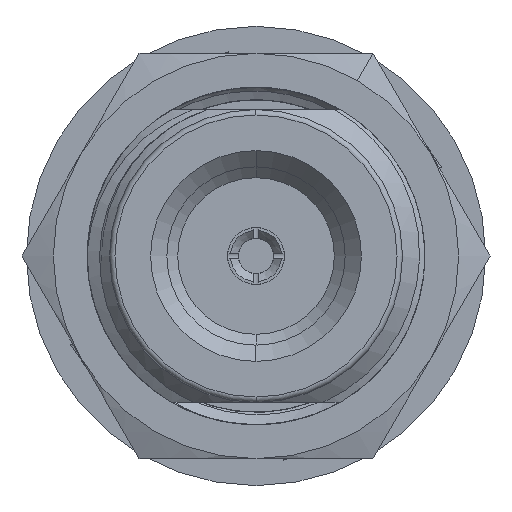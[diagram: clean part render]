
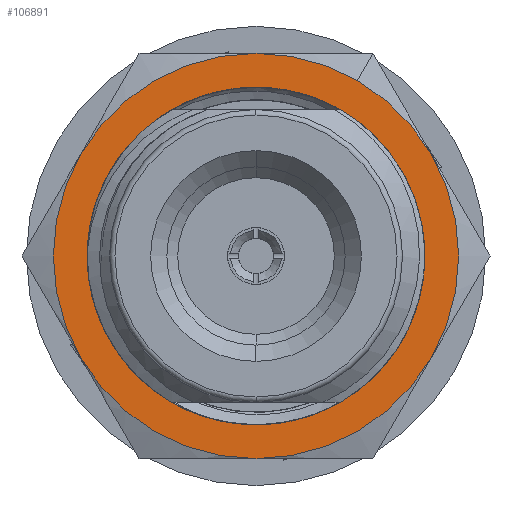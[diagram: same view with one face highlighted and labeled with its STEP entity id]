
A CAD part, left-side view. The second image highlights one B-rep face of the part: STEP entity #106891.
In plain terms, the highlighted planar face has unit normal (-1, 0, 0).
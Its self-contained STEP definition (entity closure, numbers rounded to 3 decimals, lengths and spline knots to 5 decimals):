
#139 = CIRCLE ( 'NONE', #31910, 0.375 ) ;
#291 = CARTESIAN_POINT ( 'NONE',  ( 0.452, 0.32476, -0.1875 ) ) ;
#2082 = ORIENTED_EDGE ( 'NONE', *, *, #70005, .T. ) ;
#3174 = DIRECTION ( 'NONE',  ( 0., -0.5, 0.866 ) ) ;
#3775 = EDGE_CURVE ( 'NONE', #113457, #52343, #87143, .T. ) ;
#4825 = DIRECTION ( 'NONE',  ( 0., -0.5, 0.866 ) ) ;
#6035 = AXIS2_PLACEMENT_3D ( 'NONE', #84334, #110084, #4825 ) ;
#6509 = CARTESIAN_POINT ( 'NONE',  ( 0.452, 0., 0. ) ) ;
#8431 = AXIS2_PLACEMENT_3D ( 'NONE', #58438, #94173, #111818 ) ;
#9023 = CARTESIAN_POINT ( 'NONE',  ( 0.452, 0., 0. ) ) ;
#9373 = DIRECTION ( 'NONE',  ( 0., -0.5, 0.866 ) ) ;
#9397 = CARTESIAN_POINT ( 'NONE',  ( 0.452, 0.28735, -0.12282 ) ) ;
#14466 = VERTEX_POINT ( 'NONE', #90500 ) ;
#15630 = FACE_BOUND ( 'NONE', #31861, .T. ) ;
#16424 = CARTESIAN_POINT ( 'NONE',  ( 0.452, 0.11635, -0.29003 ) ) ;
#16871 = DIRECTION ( 'NONE',  ( 0., -0.5, 0.866 ) ) ;
#16909 = EDGE_CURVE ( 'NONE', #40816, #56232, #139, .T. ) ;
#16996 = DIRECTION ( 'NONE',  ( 0., -0.5, 0.866 ) ) ;
#17862 = DIRECTION ( 'NONE',  ( -1., 0., 0. ) ) ;
#19445 = VERTEX_POINT ( 'NONE', #65250 ) ;
#20076 = CIRCLE ( 'NONE', #77764, 0.375 ) ;
#20968 = DIRECTION ( 'NONE',  ( 1., 0., 0. ) ) ;
#21239 = CARTESIAN_POINT ( 'NONE',  ( 0.452, 0., 0. ) ) ;
#23412 = AXIS2_PLACEMENT_3D ( 'NONE', #107124, #26821, #36394 ) ;
#23627 = CARTESIAN_POINT ( 'NONE',  ( 0.452, 0., 0. ) ) ;
#26644 = CARTESIAN_POINT ( 'NONE',  ( 0.452, 0., 0. ) ) ;
#26798 = CARTESIAN_POINT ( 'NONE',  ( 0.452, 0., -0.375 ) ) ;
#26821 = DIRECTION ( 'NONE',  ( -1., 0., 0. ) ) ;
#27326 = CARTESIAN_POINT ( 'NONE',  ( 0.452, 0., 0. ) ) ;
#29789 = DIRECTION ( 'NONE',  ( 0., -0.5, 0.866 ) ) ;
#29872 = ORIENTED_EDGE ( 'NONE', *, *, #50666, .T. ) ;
#31861 = EDGE_LOOP ( 'NONE', ( #90536, #67520, #71530 ) ) ;
#31910 = AXIS2_PLACEMENT_3D ( 'NONE', #6509, #48790, #16871 ) ;
#36394 = DIRECTION ( 'NONE',  ( 0., -0.5, 0.866 ) ) ;
#36397 = ORIENTED_EDGE ( 'NONE', *, *, #94955, .T. ) ;
#38873 = DIRECTION ( 'NONE',  ( -1., 0., 0. ) ) ;
#40816 = VERTEX_POINT ( 'NONE', #48003 ) ;
#41179 = CARTESIAN_POINT ( 'NONE',  ( 0.452, 0.32476, 0.1875 ) ) ;
#41305 = CIRCLE ( 'NONE', #110538, 0.375 ) ;
#44336 = DIRECTION ( 'NONE',  ( -1., 0., 0. ) ) ;
#44478 = EDGE_CURVE ( 'NONE', #65480, #99239, #71613, .T. ) ;
#44632 = AXIS2_PLACEMENT_3D ( 'NONE', #23627, #101280, #58223 ) ;
#47092 = AXIS2_PLACEMENT_3D ( 'NONE', #27326, #69608, #16996 ) ;
#48003 = CARTESIAN_POINT ( 'NONE',  ( 0.452, -0.32476, 0.1875 ) ) ;
#48790 = DIRECTION ( 'NONE',  ( 1., 0., 0. ) ) ;
#50666 = EDGE_CURVE ( 'NONE', #19445, #14466, #41305, .T. ) ;
#52343 = VERTEX_POINT ( 'NONE', #112429 ) ;
#53018 = EDGE_CURVE ( 'NONE', #52343, #103651, #87980, .T. ) ;
#54003 = PLANE ( 'NONE',  #112945 ) ;
#56232 = VERTEX_POINT ( 'NONE', #62416 ) ;
#58223 = DIRECTION ( 'NONE',  ( 0., -0.5, 0.866 ) ) ;
#58438 = CARTESIAN_POINT ( 'NONE',  ( 0.452, 0., 0. ) ) ;
#62416 = CARTESIAN_POINT ( 'NONE',  ( 0.452, -0.32476, -0.1875 ) ) ;
#65101 = VERTEX_POINT ( 'NONE', #41179 ) ;
#65250 = CARTESIAN_POINT ( 'NONE',  ( 0.452, -0.1875, 0.32476 ) ) ;
#65480 = VERTEX_POINT ( 'NONE', #291 ) ;
#67520 = ORIENTED_EDGE ( 'NONE', *, *, #53018, .T. ) ;
#69608 = DIRECTION ( 'NONE',  ( -1., 0., 0. ) ) ;
#70005 = EDGE_CURVE ( 'NONE', #14466, #65101, #89209, .T. ) ;
#70772 = CIRCLE ( 'NONE', #23412, 0.375 ) ;
#71530 = ORIENTED_EDGE ( 'NONE', *, *, #81331, .T. ) ;
#71613 = CIRCLE ( 'NONE', #47092, 0.375 ) ;
#72807 = CARTESIAN_POINT ( 'NONE',  ( 0.452, 0., 0. ) ) ;
#76045 = FACE_OUTER_BOUND ( 'NONE', #92761, .T. ) ;
#77764 = AXIS2_PLACEMENT_3D ( 'NONE', #21239, #38873, #3174 ) ;
#78088 = ORIENTED_EDGE ( 'NONE', *, *, #88241, .T. ) ;
#80236 = AXIS2_PLACEMENT_3D ( 'NONE', #9023, #17862, #113152 ) ;
#81331 = EDGE_CURVE ( 'NONE', #103651, #113457, #87554, .T. ) ;
#81528 = ORIENTED_EDGE ( 'NONE', *, *, #107412, .T. ) ;
#81550 = CIRCLE ( 'NONE', #8431, 0.375 ) ;
#82397 = ORIENTED_EDGE ( 'NONE', *, *, #44478, .T. ) ;
#84334 = CARTESIAN_POINT ( 'NONE',  ( 0.452, 0., 0. ) ) ;
#87143 = CIRCLE ( 'NONE', #102537, 0.3125 ) ;
#87554 = CIRCLE ( 'NONE', #44632, 0.3125 ) ;
#87980 = CIRCLE ( 'NONE', #6035, 0.3125 ) ;
#88241 = EDGE_CURVE ( 'NONE', #99239, #56232, #20076, .T. ) ;
#89209 = CIRCLE ( 'NONE', #80236, 0.375 ) ;
#90500 = CARTESIAN_POINT ( 'NONE',  ( 0.452, 0., 0.375 ) ) ;
#90536 = ORIENTED_EDGE ( 'NONE', *, *, #3775, .T. ) ;
#92761 = EDGE_LOOP ( 'NONE', ( #36397, #29872, #2082, #81528, #82397, #78088, #103913 ) ) ;
#94173 = DIRECTION ( 'NONE',  ( -1., 0., 0. ) ) ;
#94817 = DIRECTION ( 'NONE',  ( 0., -0.5, 0.866 ) ) ;
#94955 = EDGE_CURVE ( 'NONE', #40816, #19445, #70772, .T. ) ;
#95582 = CARTESIAN_POINT ( 'NONE',  ( 0.452, 0., 0. ) ) ;
#95962 = DIRECTION ( 'NONE',  ( 1., 0., 0. ) ) ;
#99239 = VERTEX_POINT ( 'NONE', #26798 ) ;
#101280 = DIRECTION ( 'NONE',  ( 1., 0., 0. ) ) ;
#102537 = AXIS2_PLACEMENT_3D ( 'NONE', #95582, #95962, #94817 ) ;
#103651 = VERTEX_POINT ( 'NONE', #9397 ) ;
#103913 = ORIENTED_EDGE ( 'NONE', *, *, #16909, .F. ) ;
#106891 = ADVANCED_FACE ( 'NONE', ( #15630, #76045 ), #54003, .F. ) ;
#107124 = CARTESIAN_POINT ( 'NONE',  ( 0.452, 0., 0. ) ) ;
#107412 = EDGE_CURVE ( 'NONE', #65101, #65480, #81550, .T. ) ;
#110084 = DIRECTION ( 'NONE',  ( 1., 0., 0. ) ) ;
#110538 = AXIS2_PLACEMENT_3D ( 'NONE', #26644, #44336, #9373 ) ;
#111818 = DIRECTION ( 'NONE',  ( 0., -0.5, 0.866 ) ) ;
#112429 = CARTESIAN_POINT ( 'NONE',  ( 0.452, 0.15625, -0.27063 ) ) ;
#112945 = AXIS2_PLACEMENT_3D ( 'NONE', #72807, #20968, #29789 ) ;
#113152 = DIRECTION ( 'NONE',  ( 0., -0.5, 0.866 ) ) ;
#113457 = VERTEX_POINT ( 'NONE', #16424 ) ;
